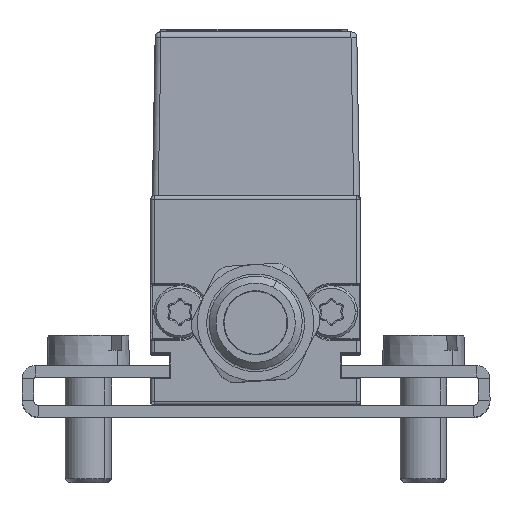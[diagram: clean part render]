
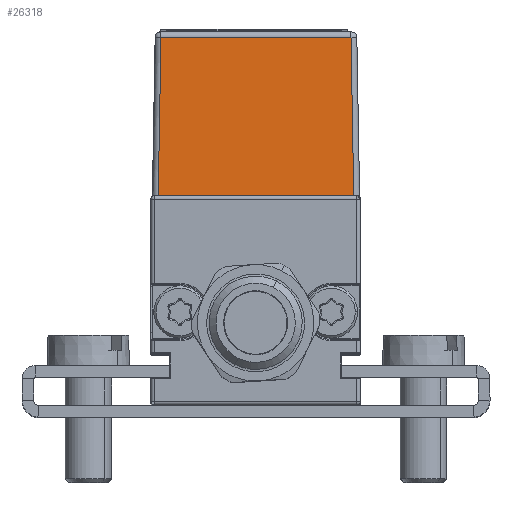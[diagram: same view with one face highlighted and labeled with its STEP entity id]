
A CAD part, top view. The second image highlights one B-rep face of the part: STEP entity #26318.
In plain terms, the highlighted planar face has unit normal (0, 0.018, 1).
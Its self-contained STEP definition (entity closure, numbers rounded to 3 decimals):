
#621 = CARTESIAN_POINT ( 'NONE',  ( -8.868, 18., 58.009 ) ) ;
#693 = ORIENTED_EDGE ( 'NONE', *, *, #13173, .T. ) ;
#985 = DIRECTION ( 'NONE',  ( 0., 0.017, 1. ) ) ;
#1205 = CARTESIAN_POINT ( 'NONE',  ( -8.868, 31.583, 57.771 ) ) ;
#3372 = LINE ( 'NONE', #23482, #26407 ) ;
#3672 = CARTESIAN_POINT ( 'NONE',  ( 8.426, 18., 58.009 ) ) ;
#3792 = LINE ( 'NONE', #15543, #5894 ) ;
#5345 = PLANE ( 'NONE',  #23462 ) ;
#5612 = DIRECTION ( 'NONE',  ( -0.017, 1., -0.017 ) ) ;
#5653 = DIRECTION ( 'NONE',  ( -1., 0., 0. ) ) ;
#5751 = LINE ( 'NONE', #1205, #28779 ) ;
#5894 = VECTOR ( 'NONE', #28867, 1000. ) ;
#6573 = VERTEX_POINT ( 'NONE', #9779 ) ;
#8431 = CARTESIAN_POINT ( 'NONE',  ( -8.129, 31.583, 57.771 ) ) ;
#9343 = EDGE_CURVE ( 'NONE', #18011, #12531, #15649, .T. ) ;
#9779 = CARTESIAN_POINT ( 'NONE',  ( 8.189, 31.583, 57.771 ) ) ;
#10134 = VERTEX_POINT ( 'NONE', #8431 ) ;
#11399 = ORIENTED_EDGE ( 'NONE', *, *, #9343, .T. ) ;
#12531 = VERTEX_POINT ( 'NONE', #3672 ) ;
#12538 = VECTOR ( 'NONE', #16246, 1000. ) ;
#13173 = EDGE_CURVE ( 'NONE', #12531, #6573, #3372, .T. ) ;
#14336 = CARTESIAN_POINT ( 'NONE',  ( -8.868, 18., 58.009 ) ) ;
#15543 = CARTESIAN_POINT ( 'NONE',  ( -8.366, 17.991, 58.009 ) ) ;
#15649 = LINE ( 'NONE', #621, #12538 ) ;
#16246 = DIRECTION ( 'NONE',  ( 1., 0., 0. ) ) ;
#16580 = DIRECTION ( 'NONE',  ( 0., -1., 0.017 ) ) ;
#18011 = VERTEX_POINT ( 'NONE', #25515 ) ;
#18098 = EDGE_LOOP ( 'NONE', ( #693, #26317, #26416, #11399 ) ) ;
#21967 = EDGE_CURVE ( 'NONE', #10134, #18011, #3792, .T. ) ;
#23162 = EDGE_CURVE ( 'NONE', #6573, #10134, #5751, .T. ) ;
#23462 = AXIS2_PLACEMENT_3D ( 'NONE', #14336, #985, #16580 ) ;
#23482 = CARTESIAN_POINT ( 'NONE',  ( 8.421, 18.302, 58.003 ) ) ;
#25515 = CARTESIAN_POINT ( 'NONE',  ( -8.366, 18., 58.009 ) ) ;
#26317 = ORIENTED_EDGE ( 'NONE', *, *, #23162, .T. ) ;
#26318 = ADVANCED_FACE ( 'NONE', ( #26834 ), #5345, .T. ) ;
#26407 = VECTOR ( 'NONE', #5612, 1000. ) ;
#26416 = ORIENTED_EDGE ( 'NONE', *, *, #21967, .T. ) ;
#26834 = FACE_OUTER_BOUND ( 'NONE', #18098, .T. ) ;
#28779 = VECTOR ( 'NONE', #5653, 1000. ) ;
#28867 = DIRECTION ( 'NONE',  ( -0.017, -1., 0.017 ) ) ;
